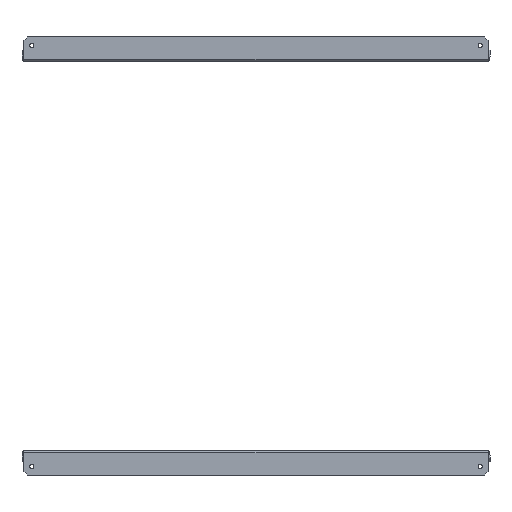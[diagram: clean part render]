
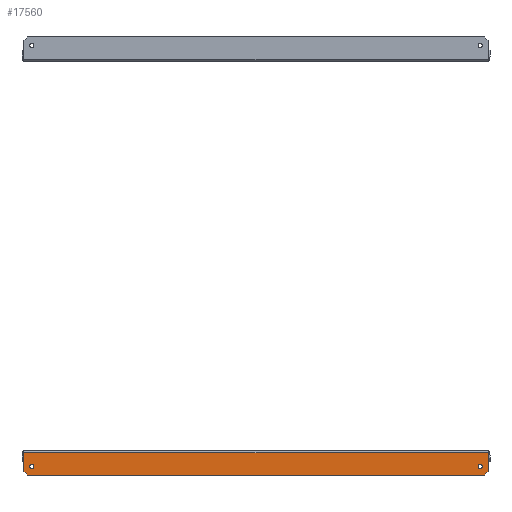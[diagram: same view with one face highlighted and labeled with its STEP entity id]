
A CAD part, left-side view. The second image highlights one B-rep face of the part: STEP entity #17560.
In plain terms, the highlighted planar face has unit normal (-1, 0, 0).
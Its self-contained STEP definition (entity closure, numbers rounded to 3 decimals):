
#96 = VECTOR ( 'NONE', #4441, 1000. ) ;
#302 = CARTESIAN_POINT ( 'NONE',  ( -148.5, -297.5, -26. ) ) ;
#462 = CARTESIAN_POINT ( 'NONE',  ( -148.5, -287.5, -20. ) ) ;
#986 = CARTESIAN_POINT ( 'NONE',  ( -148.5, 297.5, -1.5 ) ) ;
#1130 = LINE ( 'NONE', #11413, #96 ) ;
#1339 = ORIENTED_EDGE ( 'NONE', *, *, #10997, .F. ) ;
#1601 = ORIENTED_EDGE ( 'NONE', *, *, #14349, .F. ) ;
#1805 = FACE_BOUND ( 'NONE', #3571, .T. ) ;
#2278 = DIRECTION ( 'NONE',  ( 0., 0., 1. ) ) ;
#2399 = DIRECTION ( 'NONE',  ( 0., 1., 0. ) ) ;
#3020 = VERTEX_POINT ( 'NONE', #19026 ) ;
#3349 = CARTESIAN_POINT ( 'NONE',  ( -148.5, 0., 0. ) ) ;
#3468 = DIRECTION ( 'NONE',  ( 0., 1., 0. ) ) ;
#3571 = EDGE_LOOP ( 'NONE', ( #9741, #3851 ) ) ;
#3851 = ORIENTED_EDGE ( 'NONE', *, *, #12063, .T. ) ;
#3982 = LINE ( 'NONE', #15184, #12103 ) ;
#3996 = EDGE_CURVE ( 'NONE', #10051, #3020, #3982, .T. ) ;
#4045 = LINE ( 'NONE', #17533, #10608 ) ;
#4084 = CARTESIAN_POINT ( 'NONE',  ( -148.5, -287.5, -17.25 ) ) ;
#4124 = CARTESIAN_POINT ( 'NONE',  ( -148.5, 287.5, -17.25 ) ) ;
#4307 = AXIS2_PLACEMENT_3D ( 'NONE', #10783, #12836, #12950 ) ;
#4441 = DIRECTION ( 'NONE',  ( 0., -0.707, -0.707 ) ) ;
#4819 = ORIENTED_EDGE ( 'NONE', *, *, #19429, .T. ) ;
#4917 = VERTEX_POINT ( 'NONE', #21064 ) ;
#4935 = CARTESIAN_POINT ( 'NONE',  ( -148.5, -292.5, -31. ) ) ;
#5159 = CARTESIAN_POINT ( 'NONE',  ( -148.5, -297.5, -31. ) ) ;
#5261 = CARTESIAN_POINT ( 'NONE',  ( -148.5, 292.5, -31. ) ) ;
#5972 = DIRECTION ( 'NONE',  ( 0., 0., 1. ) ) ;
#7191 = CARTESIAN_POINT ( 'NONE',  ( -148.5, 287.5, -22.75 ) ) ;
#7394 = AXIS2_PLACEMENT_3D ( 'NONE', #462, #20660, #10405 ) ;
#7460 = DIRECTION ( 'NONE',  ( -1., 0., 0. ) ) ;
#7899 = EDGE_CURVE ( 'NONE', #4917, #11623, #1130, .T. ) ;
#8140 = DIRECTION ( 'NONE',  ( 0., 0., 1. ) ) ;
#8544 = PLANE ( 'NONE',  #17118 ) ;
#8630 = CARTESIAN_POINT ( 'NONE',  ( -148.5, -287.5, -20. ) ) ;
#9174 = CARTESIAN_POINT ( 'NONE',  ( -148.5, -161.75, -161.75 ) ) ;
#9230 = EDGE_LOOP ( 'NONE', ( #14293, #19612 ) ) ;
#9599 = CIRCLE ( 'NONE', #4307, 2.75 ) ;
#9600 = EDGE_CURVE ( 'NONE', #4917, #3020, #9699, .T. ) ;
#9615 = CIRCLE ( 'NONE', #10675, 2.75 ) ;
#9699 = LINE ( 'NONE', #986, #20589 ) ;
#9741 = ORIENTED_EDGE ( 'NONE', *, *, #16355, .T. ) ;
#9934 = EDGE_CURVE ( 'NONE', #13594, #16299, #11450, .T. ) ;
#10051 = VERTEX_POINT ( 'NONE', #19392 ) ;
#10089 = VERTEX_POINT ( 'NONE', #16406 ) ;
#10405 = DIRECTION ( 'NONE',  ( 0., 0., 1. ) ) ;
#10608 = VECTOR ( 'NONE', #2399, 1000. ) ;
#10675 = AXIS2_PLACEMENT_3D ( 'NONE', #8630, #15370, #5972 ) ;
#10783 = CARTESIAN_POINT ( 'NONE',  ( -148.5, 287.5, -20. ) ) ;
#10997 = EDGE_CURVE ( 'NONE', #10051, #11726, #20292, .T. ) ;
#11413 = CARTESIAN_POINT ( 'NONE',  ( -148.5, 161.75, -161.75 ) ) ;
#11450 = CIRCLE ( 'NONE', #18145, 2.75 ) ;
#11623 = VERTEX_POINT ( 'NONE', #5261 ) ;
#11726 = VERTEX_POINT ( 'NONE', #302 ) ;
#12063 = EDGE_CURVE ( 'NONE', #10089, #19357, #16577, .T. ) ;
#12076 = FACE_BOUND ( 'NONE', #9230, .T. ) ;
#12103 = VECTOR ( 'NONE', #3468, 1000. ) ;
#12836 = DIRECTION ( 'NONE',  ( -1., 0., 0. ) ) ;
#12950 = DIRECTION ( 'NONE',  ( 0., 0., 1. ) ) ;
#13303 = DIRECTION ( 'NONE',  ( 0., 0., 1. ) ) ;
#13594 = VERTEX_POINT ( 'NONE', #4124 ) ;
#14058 = VECTOR ( 'NONE', #21737, 1000. ) ;
#14249 = LINE ( 'NONE', #9174, #18926 ) ;
#14293 = ORIENTED_EDGE ( 'NONE', *, *, #9934, .F. ) ;
#14349 = EDGE_CURVE ( 'NONE', #21263, #11623, #4045, .T. ) ;
#15071 = FACE_OUTER_BOUND ( 'NONE', #17892, .T. ) ;
#15184 = CARTESIAN_POINT ( 'NONE',  ( -148.5, 0., -2.5 ) ) ;
#15370 = DIRECTION ( 'NONE',  ( 1., 0., 0. ) ) ;
#15513 = ORIENTED_EDGE ( 'NONE', *, *, #3996, .T. ) ;
#15973 = EDGE_CURVE ( 'NONE', #16299, #13594, #9599, .T. ) ;
#16228 = DIRECTION ( 'NONE',  ( 0., -0.707, 0.707 ) ) ;
#16299 = VERTEX_POINT ( 'NONE', #7191 ) ;
#16355 = EDGE_CURVE ( 'NONE', #19357, #10089, #9615, .T. ) ;
#16406 = CARTESIAN_POINT ( 'NONE',  ( -148.5, -287.5, -22.75 ) ) ;
#16577 = CIRCLE ( 'NONE', #7394, 2.75 ) ;
#17118 = AXIS2_PLACEMENT_3D ( 'NONE', #3349, #18494, #13303 ) ;
#17404 = CARTESIAN_POINT ( 'NONE',  ( -148.5, 287.5, -20. ) ) ;
#17533 = CARTESIAN_POINT ( 'NONE',  ( -148.5, 297.5, -31. ) ) ;
#17560 = ADVANCED_FACE ( 'NONE', ( #1805, #12076, #15071 ), #8544, .T. ) ;
#17892 = EDGE_LOOP ( 'NONE', ( #20708, #21488, #1601, #4819, #1339, #15513 ) ) ;
#18145 = AXIS2_PLACEMENT_3D ( 'NONE', #17404, #7460, #2278 ) ;
#18494 = DIRECTION ( 'NONE',  ( -1., 0., 0. ) ) ;
#18926 = VECTOR ( 'NONE', #16228, 1000. ) ;
#19026 = CARTESIAN_POINT ( 'NONE',  ( -148.5, 297.5, -2.5 ) ) ;
#19357 = VERTEX_POINT ( 'NONE', #4084 ) ;
#19392 = CARTESIAN_POINT ( 'NONE',  ( -148.5, -297.5, -2.5 ) ) ;
#19429 = EDGE_CURVE ( 'NONE', #21263, #11726, #14249, .T. ) ;
#19612 = ORIENTED_EDGE ( 'NONE', *, *, #15973, .F. ) ;
#20292 = LINE ( 'NONE', #5159, #14058 ) ;
#20589 = VECTOR ( 'NONE', #8140, 1000. ) ;
#20660 = DIRECTION ( 'NONE',  ( 1., 0., 0. ) ) ;
#20708 = ORIENTED_EDGE ( 'NONE', *, *, #9600, .F. ) ;
#21064 = CARTESIAN_POINT ( 'NONE',  ( -148.5, 297.5, -26. ) ) ;
#21263 = VERTEX_POINT ( 'NONE', #4935 ) ;
#21488 = ORIENTED_EDGE ( 'NONE', *, *, #7899, .T. ) ;
#21737 = DIRECTION ( 'NONE',  ( 0., 0., -1. ) ) ;
